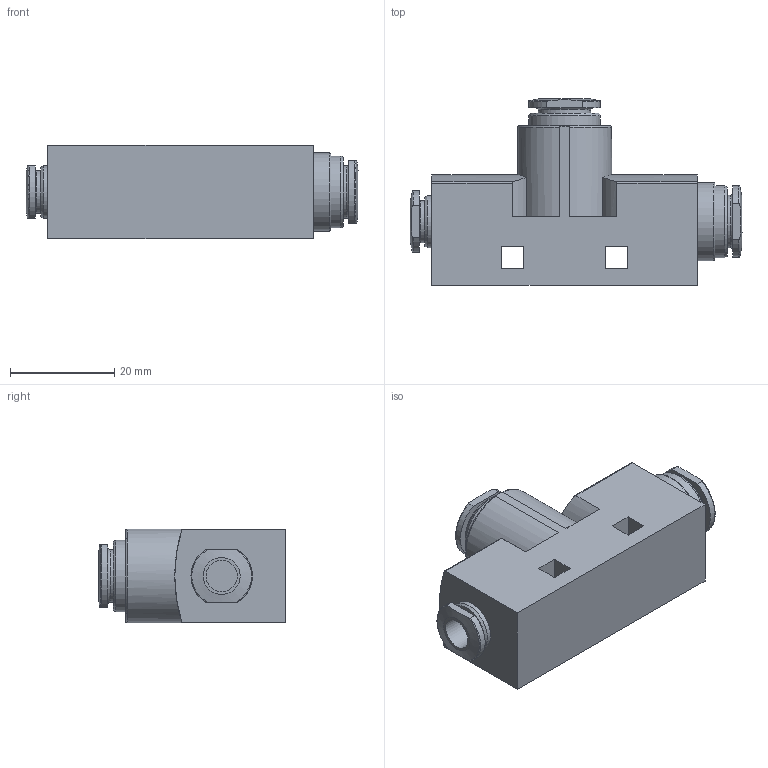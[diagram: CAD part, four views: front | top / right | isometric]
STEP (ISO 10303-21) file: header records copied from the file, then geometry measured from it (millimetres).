
FILE_DESCRIPTION(/* description */ ('STEP AP214'),/* implementation_level */ '2;1');
FILE_NAME(/* name */ '526157_VN-10-L-T4-PQ2-VQ3-RQ3',/* time_stamp */ '2024-09-17T00:36:11+02:00',/* author */ ('License CC BY-ND 4.0'),/* organization */ ('CADENAS'),/* preprocessor_version */ 'ST-DEVELOPER v19.3',/* originating_system */ 'PARTsolutions',/* authorisation */ ' ');
FILE_SCHEMA (('AUTOMOTIVE_DESIGN {1 0 10303 214 3 1 1}'));
Length unit declared in the file: millimetre
Products named in the file (1): 526157 VN-10-L-T4-PQ2-VQ3-RQ3
Bounding box: 63.8 x 35.9 x 18 mm (x, y, z)
Volume: 21826 mm3; surface area: 7360.5 mm2
Topology: 1 solids, 1 shells, 82 faces, 197 edges, 130 vertices
Faces by surface type: plane 37, cylinder 28, torus 11, cone 6
Full cylindrical faces by diameter (mm): 6 x1, 8 x2, 8.1 x1, 10 x1, 10.1 x2, 13.8 x2, 15 x1
Entity records: 2899 total; most frequent: CARTESIAN_POINT 501, DIRECTION 370, ORIENTED_EDGE 338, EDGE_CURVE 169, AXIS2_PLACEMENT_3D 148, VERTEX_POINT 123, EDGE_LOOP 120, FACE_BOUND 120
